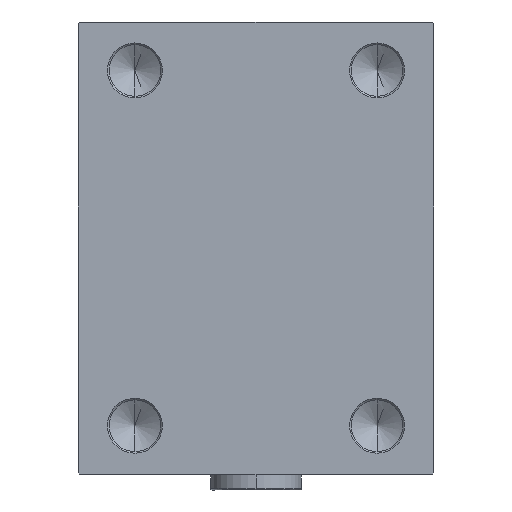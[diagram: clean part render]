
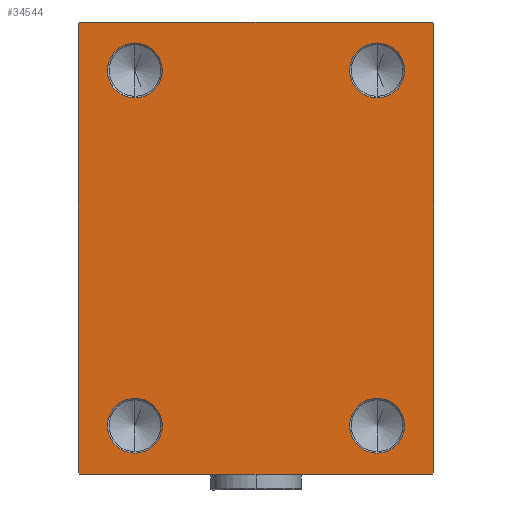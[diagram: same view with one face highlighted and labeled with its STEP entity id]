
A CAD part, left-side view. The second image highlights one B-rep face of the part: STEP entity #34544.
In plain terms, the highlighted face is planar.
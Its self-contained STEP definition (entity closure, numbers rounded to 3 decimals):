
#86 = CARTESIAN_POINT ( 'NONE',  ( 133., 55., 69.5 ) ) ;
#155 = EDGE_CURVE ( 'NONE', #42377, #29437, #17738, .T. ) ;
#207 = AXIS2_PLACEMENT_3D ( 'NONE', #40377, #5088, #26829 ) ;
#362 = CARTESIAN_POINT ( 'NONE',  ( 133., 62.25, -62.25 ) ) ;
#489 = CARTESIAN_POINT ( 'NONE',  ( 133., -62.25, -62.25 ) ) ;
#1232 = CARTESIAN_POINT ( 'NONE',  ( 133., -55., -69.5 ) ) ;
#2250 = CIRCLE ( 'NONE', #17175, 8.5 ) ;
#2300 = LINE ( 'NONE', #16790, #2701 ) ;
#2580 = CIRCLE ( 'NONE', #39138, 8.5 ) ;
#2701 = VECTOR ( 'NONE', #42012, 1000. ) ;
#2717 = EDGE_CURVE ( 'NONE', #44376, #12602, #34641, .T. ) ;
#2954 = VERTEX_POINT ( 'NONE', #42680 ) ;
#3600 = VECTOR ( 'NONE', #22446, 1000. ) ;
#3601 = LINE ( 'NONE', #15050, #34321 ) ;
#3798 = DIRECTION ( 'NONE',  ( 1., 0., 0. ) ) ;
#4790 = CARTESIAN_POINT ( 'NONE',  ( 133., 37.5, 63.5 ) ) ;
#4865 = AXIS2_PLACEMENT_3D ( 'NONE', #45240, #34497, #34726 ) ;
#5088 = DIRECTION ( 'NONE',  ( 1., 0., 0. ) ) ;
#5521 = CARTESIAN_POINT ( 'NONE',  ( 133., 54.5, 70. ) ) ;
#5858 = DIRECTION ( 'NONE',  ( 0., 0., -1. ) ) ;
#5922 = EDGE_CURVE ( 'NONE', #24686, #30454, #31375, .T. ) ;
#6324 = CARTESIAN_POINT ( 'NONE',  ( 133., 0., 0. ) ) ;
#6325 = LINE ( 'NONE', #9365, #26986 ) ;
#6373 = CARTESIAN_POINT ( 'NONE',  ( 133., -62.25, 62.25 ) ) ;
#6501 = EDGE_CURVE ( 'NONE', #30110, #6733, #3601, .T. ) ;
#6543 = CARTESIAN_POINT ( 'NONE',  ( 133., -54.5, 70. ) ) ;
#6733 = VERTEX_POINT ( 'NONE', #19231 ) ;
#6772 = CIRCLE ( 'NONE', #8993, 8.5 ) ;
#7312 = AXIS2_PLACEMENT_3D ( 'NONE', #6324, #34833, #5858 ) ;
#8185 = CARTESIAN_POINT ( 'NONE',  ( 133., -37.5, 46.5 ) ) ;
#8495 = EDGE_CURVE ( 'NONE', #29437, #42377, #2250, .T. ) ;
#8767 = CIRCLE ( 'NONE', #12509, 8.5 ) ;
#8993 = AXIS2_PLACEMENT_3D ( 'NONE', #45304, #28464, #24498 ) ;
#9144 = EDGE_CURVE ( 'NONE', #28371, #35319, #6772, .T. ) ;
#9365 = CARTESIAN_POINT ( 'NONE',  ( 133., 62.25, 62.25 ) ) ;
#10066 = FACE_OUTER_BOUND ( 'NONE', #21626, .T. ) ;
#10330 = DIRECTION ( 'NONE',  ( 1., 0., 0. ) ) ;
#10454 = CARTESIAN_POINT ( 'NONE',  ( 133., -37.5, 55. ) ) ;
#10558 = DIRECTION ( 'NONE',  ( 0., 0., -1. ) ) ;
#10823 = CARTESIAN_POINT ( 'NONE',  ( 133., 37.5, -55. ) ) ;
#11236 = ORIENTED_EDGE ( 'NONE', *, *, #31207, .T. ) ;
#11243 = DIRECTION ( 'NONE',  ( 1., 0., 0. ) ) ;
#11682 = ORIENTED_EDGE ( 'NONE', *, *, #2717, .T. ) ;
#12509 = AXIS2_PLACEMENT_3D ( 'NONE', #10454, #35685, #42913 ) ;
#12602 = VERTEX_POINT ( 'NONE', #86 ) ;
#12830 = LINE ( 'NONE', #15639, #21882 ) ;
#13099 = FACE_BOUND ( 'NONE', #33461, .T. ) ;
#13441 = CARTESIAN_POINT ( 'NONE',  ( 133., 37.5, -46.5 ) ) ;
#13568 = FACE_BOUND ( 'NONE', #41263, .T. ) ;
#13933 = DIRECTION ( 'NONE',  ( 0., 0.707, 0.707 ) ) ;
#13968 = EDGE_CURVE ( 'NONE', #2954, #14628, #23355, .T. ) ;
#14036 = ORIENTED_EDGE ( 'NONE', *, *, #44953, .F. ) ;
#14628 = VERTEX_POINT ( 'NONE', #26245 ) ;
#14847 = ORIENTED_EDGE ( 'NONE', *, *, #155, .F. ) ;
#15050 = CARTESIAN_POINT ( 'NONE',  ( 133., -55., -70. ) ) ;
#15639 = CARTESIAN_POINT ( 'NONE',  ( 133., -55., 70. ) ) ;
#15965 = AXIS2_PLACEMENT_3D ( 'NONE', #42783, #10330, #10558 ) ;
#15981 = EDGE_LOOP ( 'NONE', ( #46214, #33093 ) ) ;
#16381 = FACE_BOUND ( 'NONE', #15981, .T. ) ;
#16382 = DIRECTION ( 'NONE',  ( 0., -0.707, 0.707 ) ) ;
#16424 = DIRECTION ( 'NONE',  ( 0., -0.707, -0.707 ) ) ;
#16570 = ORIENTED_EDGE ( 'NONE', *, *, #29210, .F. ) ;
#16790 = CARTESIAN_POINT ( 'NONE',  ( 133., 55., 70. ) ) ;
#17092 = ORIENTED_EDGE ( 'NONE', *, *, #6501, .T. ) ;
#17175 = AXIS2_PLACEMENT_3D ( 'NONE', #10823, #3798, #35138 ) ;
#17738 = CIRCLE ( 'NONE', #29665, 8.5 ) ;
#17983 = EDGE_CURVE ( 'NONE', #21229, #19198, #2580, .T. ) ;
#18051 = CARTESIAN_POINT ( 'NONE',  ( 133., 37.5, 46.5 ) ) ;
#18325 = EDGE_CURVE ( 'NONE', #30454, #29706, #12830, .T. ) ;
#18937 = LINE ( 'NONE', #489, #3600 ) ;
#19198 = VERTEX_POINT ( 'NONE', #8185 ) ;
#19231 = CARTESIAN_POINT ( 'NONE',  ( 133., 54.5, -70. ) ) ;
#21229 = VERTEX_POINT ( 'NONE', #46264 ) ;
#21626 = EDGE_LOOP ( 'NONE', ( #40513, #27829, #25706, #11236, #17092, #37215, #11682, #37357 ) ) ;
#21882 = VECTOR ( 'NONE', #36911, 1000. ) ;
#21978 = CARTESIAN_POINT ( 'NONE',  ( 133., 37.5, -55. ) ) ;
#22075 = ORIENTED_EDGE ( 'NONE', *, *, #17983, .F. ) ;
#22446 = DIRECTION ( 'NONE',  ( 0., 0.707, -0.707 ) ) ;
#22884 = EDGE_CURVE ( 'NONE', #14628, #2954, #32464, .T. ) ;
#22997 = VECTOR ( 'NONE', #31600, 1000. ) ;
#23355 = CIRCLE ( 'NONE', #207, 8.5 ) ;
#23841 = VECTOR ( 'NONE', #16424, 1000. ) ;
#24498 = DIRECTION ( 'NONE',  ( 0., 0., -1. ) ) ;
#24686 = VERTEX_POINT ( 'NONE', #6543 ) ;
#25611 = EDGE_CURVE ( 'NONE', #36222, #24686, #2300, .T. ) ;
#25706 = ORIENTED_EDGE ( 'NONE', *, *, #18325, .T. ) ;
#26245 = CARTESIAN_POINT ( 'NONE',  ( 133., -37.5, -46.5 ) ) ;
#26438 = DIRECTION ( 'NONE',  ( 0., 0., -1. ) ) ;
#26829 = DIRECTION ( 'NONE',  ( 0., 0., -1. ) ) ;
#26986 = VECTOR ( 'NONE', #16382, 1000. ) ;
#27021 = CARTESIAN_POINT ( 'NONE',  ( 133., 55., -69.5 ) ) ;
#27353 = PLANE ( 'NONE',  #7312 ) ;
#27829 = ORIENTED_EDGE ( 'NONE', *, *, #5922, .T. ) ;
#28056 = FACE_BOUND ( 'NONE', #41274, .T. ) ;
#28371 = VERTEX_POINT ( 'NONE', #4790 ) ;
#28464 = DIRECTION ( 'NONE',  ( 1., 0., 0. ) ) ;
#28529 = ORIENTED_EDGE ( 'NONE', *, *, #9144, .F. ) ;
#29210 = EDGE_CURVE ( 'NONE', #19198, #21229, #8767, .T. ) ;
#29437 = VERTEX_POINT ( 'NONE', #13441 ) ;
#29665 = AXIS2_PLACEMENT_3D ( 'NONE', #21978, #11243, #32966 ) ;
#29706 = VERTEX_POINT ( 'NONE', #1232 ) ;
#30110 = VERTEX_POINT ( 'NONE', #44823 ) ;
#30454 = VERTEX_POINT ( 'NONE', #33086 ) ;
#31207 = EDGE_CURVE ( 'NONE', #29706, #30110, #18937, .T. ) ;
#31375 = LINE ( 'NONE', #6373, #23841 ) ;
#31600 = DIRECTION ( 'NONE',  ( 0., 0., 1. ) ) ;
#32464 = CIRCLE ( 'NONE', #4865, 8.5 ) ;
#32854 = VECTOR ( 'NONE', #13933, 1000. ) ;
#32966 = DIRECTION ( 'NONE',  ( 0., 0., -1. ) ) ;
#33029 = DIRECTION ( 'NONE',  ( 0., 1., 0. ) ) ;
#33086 = CARTESIAN_POINT ( 'NONE',  ( 133., -55., 69.5 ) ) ;
#33093 = ORIENTED_EDGE ( 'NONE', *, *, #13968, .F. ) ;
#33458 = CARTESIAN_POINT ( 'NONE',  ( 133., -37.5, 55. ) ) ;
#33461 = EDGE_LOOP ( 'NONE', ( #28529, #14036 ) ) ;
#34321 = VECTOR ( 'NONE', #33029, 1000. ) ;
#34497 = DIRECTION ( 'NONE',  ( 1., 0., 0. ) ) ;
#34544 = ADVANCED_FACE ( 'NONE', ( #13099, #28056, #16381, #13568, #10066 ), #27353, .T. ) ;
#34641 = LINE ( 'NONE', #37682, #22997 ) ;
#34726 = DIRECTION ( 'NONE',  ( 0., 0., -1. ) ) ;
#34833 = DIRECTION ( 'NONE',  ( 1., 0., 0. ) ) ;
#35138 = DIRECTION ( 'NONE',  ( 0., 0., -1. ) ) ;
#35319 = VERTEX_POINT ( 'NONE', #18051 ) ;
#35685 = DIRECTION ( 'NONE',  ( 1., 0., 0. ) ) ;
#36118 = LINE ( 'NONE', #362, #32854 ) ;
#36222 = VERTEX_POINT ( 'NONE', #5521 ) ;
#36911 = DIRECTION ( 'NONE',  ( 0., 0., -1. ) ) ;
#37215 = ORIENTED_EDGE ( 'NONE', *, *, #41392, .T. ) ;
#37357 = ORIENTED_EDGE ( 'NONE', *, *, #43026, .T. ) ;
#37435 = DIRECTION ( 'NONE',  ( 1., 0., 0. ) ) ;
#37682 = CARTESIAN_POINT ( 'NONE',  ( 133., 55., -70. ) ) ;
#39118 = CIRCLE ( 'NONE', #15965, 8.5 ) ;
#39138 = AXIS2_PLACEMENT_3D ( 'NONE', #33458, #37435, #26438 ) ;
#40328 = CARTESIAN_POINT ( 'NONE',  ( 133., 37.5, -63.5 ) ) ;
#40377 = CARTESIAN_POINT ( 'NONE',  ( 133., -37.5, -55. ) ) ;
#40513 = ORIENTED_EDGE ( 'NONE', *, *, #25611, .T. ) ;
#41263 = EDGE_LOOP ( 'NONE', ( #42989, #14847 ) ) ;
#41274 = EDGE_LOOP ( 'NONE', ( #22075, #16570 ) ) ;
#41392 = EDGE_CURVE ( 'NONE', #6733, #44376, #36118, .T. ) ;
#42012 = DIRECTION ( 'NONE',  ( 0., -1., 0. ) ) ;
#42377 = VERTEX_POINT ( 'NONE', #40328 ) ;
#42680 = CARTESIAN_POINT ( 'NONE',  ( 133., -37.5, -63.5 ) ) ;
#42783 = CARTESIAN_POINT ( 'NONE',  ( 133., 37.5, 55. ) ) ;
#42913 = DIRECTION ( 'NONE',  ( 0., 0., -1. ) ) ;
#42989 = ORIENTED_EDGE ( 'NONE', *, *, #8495, .F. ) ;
#43026 = EDGE_CURVE ( 'NONE', #12602, #36222, #6325, .T. ) ;
#44376 = VERTEX_POINT ( 'NONE', #27021 ) ;
#44823 = CARTESIAN_POINT ( 'NONE',  ( 133., -54.5, -70. ) ) ;
#44953 = EDGE_CURVE ( 'NONE', #35319, #28371, #39118, .T. ) ;
#45240 = CARTESIAN_POINT ( 'NONE',  ( 133., -37.5, -55. ) ) ;
#45304 = CARTESIAN_POINT ( 'NONE',  ( 133., 37.5, 55. ) ) ;
#46214 = ORIENTED_EDGE ( 'NONE', *, *, #22884, .F. ) ;
#46264 = CARTESIAN_POINT ( 'NONE',  ( 133., -37.5, 63.5 ) ) ;
